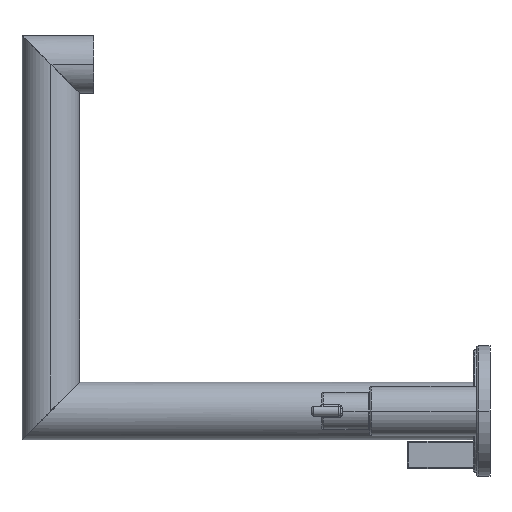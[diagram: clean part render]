
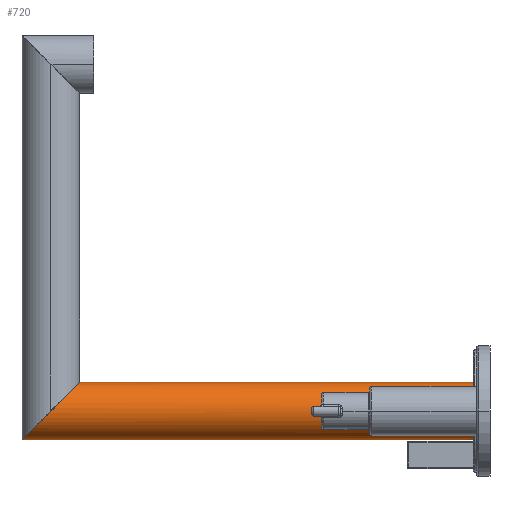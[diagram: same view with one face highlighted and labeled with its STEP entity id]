
A CAD part, left-side view. The second image highlights one B-rep face of the part: STEP entity #720.
In plain terms, the highlighted cylindrical face has radius 11.113 mm (diameter 22.225 mm), a partial arc.
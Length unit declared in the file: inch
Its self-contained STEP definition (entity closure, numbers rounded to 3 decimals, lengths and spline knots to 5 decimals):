
#29=CARTESIAN_POINT('',(0.,0.25,0.));
#30=DIRECTION('',(0.,1.,0.));
#31=DIRECTION('',(0.,0.,-1.));
#32=AXIS2_PLACEMENT_3D('',#29,#30,#31);
#110=DIRECTION('',(0.,1.,0.));
#111=VECTOR('',#110,5.9625);
#112=CARTESIAN_POINT('',(0.,0.25,0.4375));
#113=LINE('',#112,#111);
#114=DIRECTION('',(0.,1.,0.));
#115=VECTOR('',#114,6.8375);
#116=CARTESIAN_POINT('',(0.,0.25,-0.4375));
#117=LINE('',#116,#115);
#118=CARTESIAN_POINT('',(0.,6.2125,0.4375));
#142=CARTESIAN_POINT('',(0.,7.0875,-0.4375));
#144=CARTESIAN_POINT('',(0.,7.0875,-0.4375));
#145=CARTESIAN_POINT('',(-0.02578,7.0875,-0.4375));
#146=CARTESIAN_POINT('',(-0.07927,7.08292,
-0.43292));
#147=CARTESIAN_POINT('',(-0.16154,7.05971,
-0.40971));
#148=CARTESIAN_POINT('',(-0.24082,7.01895,
-0.36895));
#149=CARTESIAN_POINT('',(-0.31159,6.96159,
-0.31159));
#150=CARTESIAN_POINT('',(-0.36896,6.89082,
-0.24082));
#151=CARTESIAN_POINT('',(-0.40291,6.82476,
-0.17476));
#152=CARTESIAN_POINT('',(-0.42132,6.7704,
-0.1204));
#153=CARTESIAN_POINT('',(-0.43087,6.72952,
-0.07952));
#154=CARTESIAN_POINT('',(-0.43544,6.69588,
-0.04588));
#155=CARTESIAN_POINT('',(-0.43722,6.66944,
-0.01944));
#156=CARTESIAN_POINT('',(-0.43764,6.65,0.));
#157=CARTESIAN_POINT('',(-0.43722,6.63056,
0.01944));
#158=CARTESIAN_POINT('',(-0.43544,6.60412,
0.04588));
#159=CARTESIAN_POINT('',(-0.43087,6.57048,
0.07952));
#160=CARTESIAN_POINT('',(-0.42132,6.5296,
0.1204));
#161=CARTESIAN_POINT('',(-0.40291,6.47524,
0.17476));
#162=CARTESIAN_POINT('',(-0.36896,6.40918,
0.24082));
#163=CARTESIAN_POINT('',(-0.31159,6.33841,
0.31159));
#164=CARTESIAN_POINT('',(-0.24082,6.28105,
0.36895));
#165=CARTESIAN_POINT('',(-0.16154,6.24029,
0.40971));
#166=CARTESIAN_POINT('',(-0.07927,6.21708,
0.43292));
#167=CARTESIAN_POINT('',(-0.02578,6.2125,0.4375));
#168=CARTESIAN_POINT('',(0.,6.2125,0.4375));
#522=VERTEX_POINT('',#118);
#523=VERTEX_POINT('',#142);
#526=CARTESIAN_POINT('',(0.,0.25,0.4375));
#527=CARTESIAN_POINT('',(0.,0.25,-0.4375));
#528=VERTEX_POINT('',#526);
#529=VERTEX_POINT('',#527);
#708=CARTESIAN_POINT('',(0.,0.25,0.));
#709=DIRECTION('',(0.,1.,0.));
#710=DIRECTION('',(1.,0.,0.));
#711=AXIS2_PLACEMENT_3D('',#708,#709,#710);
#712=CYLINDRICAL_SURFACE('',#711,0.4375);
#713=ORIENTED_EDGE('',*,*,#605,.F.);
#714=ORIENTED_EDGE('',*,*,#703,.T.);
#716=ORIENTED_EDGE('',*,*,#715,.T.);
#717=ORIENTED_EDGE('',*,*,#699,.F.);
#718=EDGE_LOOP('',(#713,#714,#716,#717));
#719=FACE_OUTER_BOUND('',#718,.F.);
#720=ADVANCED_FACE('',(#719),#712,.T.);
#33=CIRCLE('',#32,0.4375);
#169=B_SPLINE_CURVE_WITH_KNOTS('',3,(#144,#145,#146,#147,#148,#149,#150,#151,
#152,#153,#154,#155,#156,#157,#158,#159,#160,#161,#162,#163,#164,#165,#166,#167,
#168),.UNSPECIFIED.,.F.,.F.,(4,1,1,1,1,1,1,1,1,1,1,1,1,1,1,1,1,1,1,1,1,1,4),(
0.,0.0625,0.125,0.1875,0.25,0.3125,0.375,0.40625,0.4375,
0.46875,0.48438,0.5,0.51563,0.53125,0.5625,0.59375,0.625,
0.6875,0.75,0.8125,0.875,0.9375,1.),.UNSPECIFIED.);
#605=EDGE_CURVE('',#529,#528,#33,.T.);
#699=EDGE_CURVE('',#528,#522,#113,.T.);
#703=EDGE_CURVE('',#529,#523,#117,.T.);
#715=EDGE_CURVE('',#523,#522,#169,.T.);
